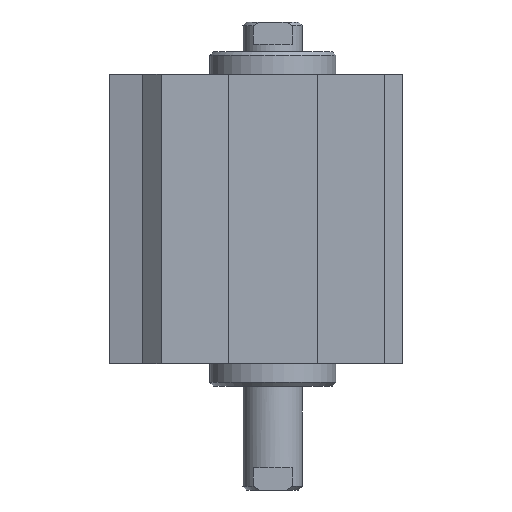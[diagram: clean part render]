
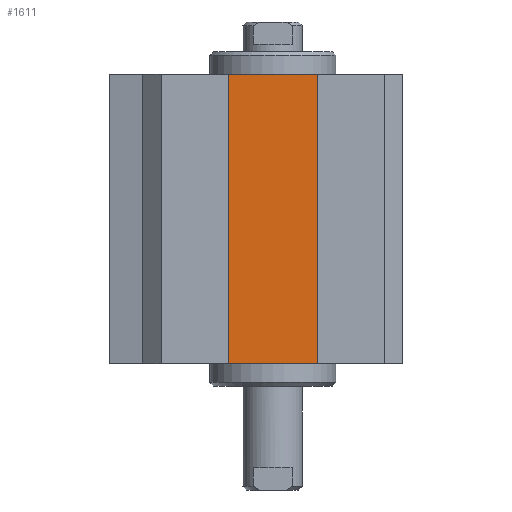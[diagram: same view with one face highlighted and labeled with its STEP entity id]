
A CAD part, left-side view. The second image highlights one B-rep face of the part: STEP entity #1611.
In plain terms, the highlighted planar face has unit normal (-1, 0, 0).
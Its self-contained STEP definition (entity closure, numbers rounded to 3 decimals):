
#66=LINE('',#2398,#190);
#74=LINE('',#2484,#198);
#136=LINE('',#2642,#260);
#137=LINE('',#2644,#261);
#190=VECTOR('',#1895,16.2);
#198=VECTOR('',#1995,16.2);
#260=VECTOR('',#2167,39.);
#261=VECTOR('',#2170,39.);
#340=PLANE('',#1766);
#495=FACE_OUTER_BOUND('',#650,.T.);
#650=EDGE_LOOP('',(#1399,#1400,#1401,#1402));
#802=VERTEX_POINT('',#2395);
#803=VERTEX_POINT('',#2397);
#834=VERTEX_POINT('',#2481);
#835=VERTEX_POINT('',#2483);
#954=EDGE_CURVE('',#803,#802,#66,.T.);
#986=EDGE_CURVE('',#835,#834,#74,.T.);
#1060=EDGE_CURVE('',#802,#835,#136,.T.);
#1061=EDGE_CURVE('',#803,#834,#137,.T.);
#1399=ORIENTED_EDGE('',*,*,#986,.T.);
#1400=ORIENTED_EDGE('',*,*,#1061,.F.);
#1401=ORIENTED_EDGE('',*,*,#954,.T.);
#1402=ORIENTED_EDGE('',*,*,#1060,.T.);
#1611=ADVANCED_FACE('',(#495),#340,.T.);
#1766=AXIS2_PLACEMENT_3D('',#2643,#2168,#2169);
#1895=DIRECTION('',(0.,-1.,0.));
#1995=DIRECTION('',(0.,1.,0.));
#2167=DIRECTION('',(0.,0.,1.));
#2168=DIRECTION('center_axis',(-1.,0.,0.));
#2169=DIRECTION('ref_axis',(0.,0.,1.));
#2170=DIRECTION('',(0.,0.,1.));
#2395=CARTESIAN_POINT('',(-12.,-8.1,-24.5));
#2397=CARTESIAN_POINT('',(-12.,8.1,-24.5));
#2398=CARTESIAN_POINT('',(-12.,8.1,-24.5));
#2481=CARTESIAN_POINT('',(-12.,8.1,14.5));
#2483=CARTESIAN_POINT('',(-12.,-8.1,14.5));
#2484=CARTESIAN_POINT('',(-12.,8.1,14.5));
#2642=CARTESIAN_POINT('',(-12.,-8.1,0.));
#2643=CARTESIAN_POINT('Origin',(-12.,-8.1,0.));
#2644=CARTESIAN_POINT('',(-12.,8.1,0.));
